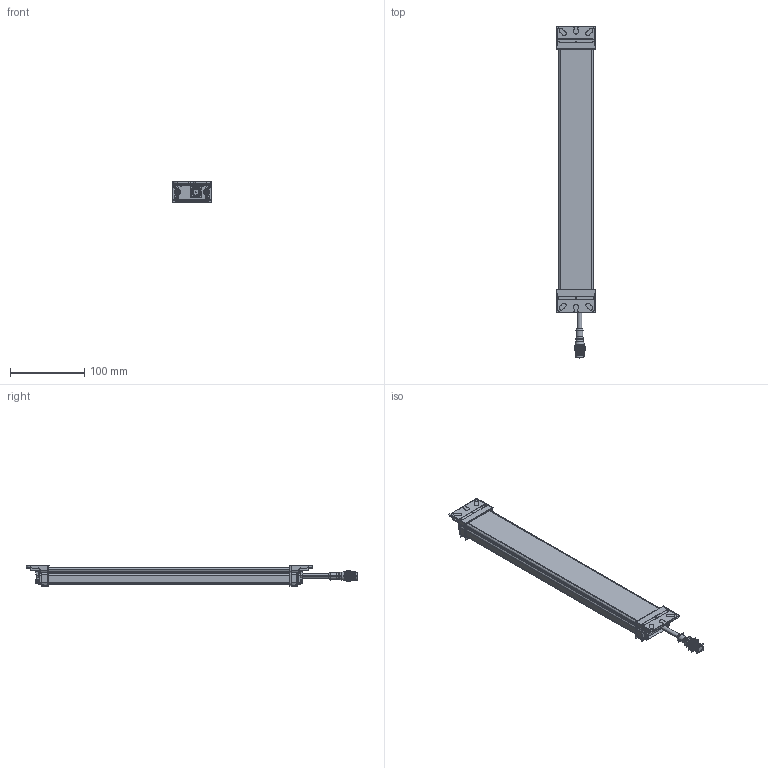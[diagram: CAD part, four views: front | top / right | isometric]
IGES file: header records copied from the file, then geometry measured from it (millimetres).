
Start section:  PTC IGES file: 243470_sm01.igs
Global section: file name: 243470_sm01.igs; native system: Creo Parametric by PTC Inc.; preprocessor: 2022414; author: banengservice; organization: Unknown; date: 20240827.141143; units: millimetre
Bounding box: 53.4 x 447.88 x 28.3 mm (x, y, z)
Volume: 385398.9 mm3; surface area: 474776.1 mm2
Topology: 1 solids, 6 shells, 5716 faces, 26542 edges, 32213 vertices
Faces by surface type: bspline 3822, revolution 1894
